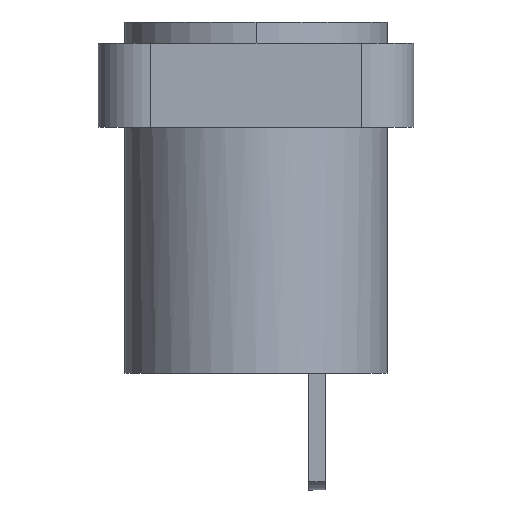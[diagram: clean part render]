
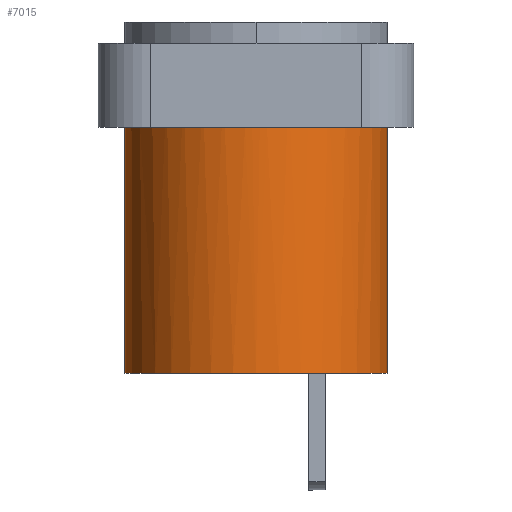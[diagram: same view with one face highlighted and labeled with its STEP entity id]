
A CAD part, left-side view. The second image highlights one B-rep face of the part: STEP entity #7015.
In plain terms, the highlighted cylindrical face has radius 6.25 mm (diameter 12.5 mm), a partial arc.
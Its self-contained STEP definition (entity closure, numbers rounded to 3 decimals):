
#2873 = CARTESIAN_POINT ( 'NONE',  ( -16.967, -1.594, 3.35 ) ) ;
#2877 = DIRECTION ( 'NONE',  ( 0., 0., 1. ) ) ;
#2878 = VECTOR ( 'NONE', #2877, 1000. ) ;
#2894 = CARTESIAN_POINT ( 'NONE',  ( -10.739, -7.319, 3.35 ) ) ;
#2895 = CARTESIAN_POINT ( 'NONE',  ( -10.739, -7.319, -8.35 ) ) ;
#2928 = CARTESIAN_POINT ( 'NONE',  ( -10.739, 5.181, 3.35 ) ) ;
#2958 = LINE ( 'NONE', #2895, #2878 ) ;
#2959 = CARTESIAN_POINT ( 'NONE',  ( -10.739, -7.319, -8.35 ) ) ;
#3080 = DIRECTION ( 'NONE',  ( 0., 0., -1. ) ) ;
#3085 = CARTESIAN_POINT ( 'NONE',  ( -16.967, -1.594, 5.35 ) ) ;
#3103 = DIRECTION ( 'NONE',  ( 0., 0., 1. ) ) ;
#3104 = VECTOR ( 'NONE', #3103, 1000. ) ;
#3134 = CARTESIAN_POINT ( 'NONE',  ( -10.739, 5.181, -8.35 ) ) ;
#3135 = LINE ( 'NONE', #3134, #3104 ) ;
#3156 = VECTOR ( 'NONE', #3080, 1000. ) ;
#3164 = LINE ( 'NONE', #3085, #3156 ) ;
#3176 = CARTESIAN_POINT ( 'NONE',  ( -13.69, -6.578, 5.35 ) ) ;
#3177 = LINE ( 'NONE', #3176, #3256 ) ;
#3256 = VECTOR ( 'NONE', #3258, 1000. ) ;
#3258 = DIRECTION ( 'NONE',  ( 0., 0., -1. ) ) ;
#3298 = CIRCLE ( 'NONE', #3354, 6.25 ) ;
#3314 = CARTESIAN_POINT ( 'NONE',  ( -13.69, 4.441, 3.35 ) ) ;
#3326 = CARTESIAN_POINT ( 'NONE',  ( -13.69, -6.578, 5.35 ) ) ;
#3328 = DIRECTION ( 'NONE',  ( 0., 0., -1. ) ) ;
#3329 = VECTOR ( 'NONE', #3328, 1000. ) ;
#3330 = CARTESIAN_POINT ( 'NONE',  ( -13.69, 4.441, 5.35 ) ) ;
#3331 = LINE ( 'NONE', #3330, #3329 ) ;
#3336 = CARTESIAN_POINT ( 'NONE',  ( -16.967, -0.544, 5.35 ) ) ;
#3351 = DIRECTION ( 'NONE',  ( 1., 0., 0. ) ) ;
#3352 = DIRECTION ( 'NONE',  ( 0., 0., 1. ) ) ;
#3353 = CARTESIAN_POINT ( 'NONE',  ( -10.739, -1.069, 5.35 ) ) ;
#3354 = AXIS2_PLACEMENT_3D ( 'NONE', #3353, #3352, #3351 ) ;
#3359 = CARTESIAN_POINT ( 'NONE',  ( -16.967, -1.594, 5.35 ) ) ;
#3426 = CARTESIAN_POINT ( 'NONE',  ( -13.69, 4.441, 5.35 ) ) ;
#3465 = CYLINDRICAL_SURFACE ( 'NONE', #3541, 6.25 ) ;
#3491 = FACE_OUTER_BOUND ( 'NONE', #7035, .T. ) ;
#3500 = CARTESIAN_POINT ( 'NONE',  ( -10.739, -1.069, -8.35 ) ) ;
#3533 = DIRECTION ( 'NONE',  ( 0., 0., 1. ) ) ;
#3537 = DIRECTION ( 'NONE',  ( 1., 0., 0. ) ) ;
#3541 = AXIS2_PLACEMENT_3D ( 'NONE', #3500, #3533, #3537 ) ;
#3558 = CARTESIAN_POINT ( 'NONE',  ( -10.739, -1.069, 3.35 ) ) ;
#3560 = CARTESIAN_POINT ( 'NONE',  ( -10.739, -1.069, 5.35 ) ) ;
#3561 = CIRCLE ( 'NONE', #3576, 6.25 ) ;
#3568 = AXIS2_PLACEMENT_3D ( 'NONE', #3560, #3572, #3571 ) ;
#3571 = DIRECTION ( 'NONE',  ( 1., 0., 0. ) ) ;
#3572 = DIRECTION ( 'NONE',  ( 0., 0., 1. ) ) ;
#3573 = DIRECTION ( 'NONE',  ( 0., 0., -1. ) ) ;
#3574 = CARTESIAN_POINT ( 'NONE',  ( -16.967, -0.544, 5.35 ) ) ;
#3576 = AXIS2_PLACEMENT_3D ( 'NONE', #3582, #3601, #3600 ) ;
#3581 = LINE ( 'NONE', #3574, #3584 ) ;
#3582 = CARTESIAN_POINT ( 'NONE',  ( -10.739, -1.069, 3.35 ) ) ;
#3583 = DIRECTION ( 'NONE',  ( -1., 0., 0. ) ) ;
#3584 = VECTOR ( 'NONE', #3573, 1000. ) ;
#3591 = CARTESIAN_POINT ( 'NONE',  ( -13.69, -6.578, 3.35 ) ) ;
#3593 = DIRECTION ( 'NONE',  ( -1., 0., 0. ) ) ;
#3594 = DIRECTION ( 'NONE',  ( 0., 0., -1. ) ) ;
#3595 = AXIS2_PLACEMENT_3D ( 'NONE', #3558, #3594, #3593 ) ;
#3596 = CIRCLE ( 'NONE', #3595, 6.25 ) ;
#3600 = DIRECTION ( 'NONE',  ( -1., 0., 0. ) ) ;
#3601 = DIRECTION ( 'NONE',  ( 0., 0., -1. ) ) ;
#3626 = CIRCLE ( 'NONE', #3632, 6.25 ) ;
#3627 = CIRCLE ( 'NONE', #3568, 6.25 ) ;
#3631 = CARTESIAN_POINT ( 'NONE',  ( -10.739, -1.069, 3.35 ) ) ;
#3632 = AXIS2_PLACEMENT_3D ( 'NONE', #3631, #3633, #3583 ) ;
#3633 = DIRECTION ( 'NONE',  ( 0., 0., -1. ) ) ;
#3717 = CARTESIAN_POINT ( 'NONE',  ( -10.739, 5.181, -8.35 ) ) ;
#3761 = CARTESIAN_POINT ( 'NONE',  ( -16.967, -0.544, 3.35 ) ) ;
#3951 = DIRECTION ( 'NONE',  ( -1., 0., 0. ) ) ;
#3952 = DIRECTION ( 'NONE',  ( 0., 0., -1. ) ) ;
#3953 = CARTESIAN_POINT ( 'NONE',  ( -10.739, -1.069, -8.35 ) ) ;
#3954 = AXIS2_PLACEMENT_3D ( 'NONE', #3953, #3952, #3951 ) ;
#3955 = CIRCLE ( 'NONE', #3954, 6.25 ) ;
#6750 = ORIENTED_EDGE ( 'NONE', *, *, #6897, .F. ) ;
#6802 = VERTEX_POINT ( 'NONE', #2873 ) ;
#6821 = VERTEX_POINT ( 'NONE', #2894 ) ;
#6823 = EDGE_CURVE ( 'NONE', #6825, #6821, #2958, .T. ) ;
#6825 = VERTEX_POINT ( 'NONE', #2959 ) ;
#6835 = VERTEX_POINT ( 'NONE', #2928 ) ;
#6886 = EDGE_CURVE ( 'NONE', #6962, #6802, #3164, .T. ) ;
#6897 = EDGE_CURVE ( 'NONE', #7076, #6835, #3135, .T. ) ;
#6944 = VERTEX_POINT ( 'NONE', #3336 ) ;
#6948 = ORIENTED_EDGE ( 'NONE', *, *, #7031, .T. ) ;
#6949 = EDGE_CURVE ( 'NONE', #6980, #6966, #3331, .T. ) ;
#6950 = ORIENTED_EDGE ( 'NONE', *, *, #6949, .T. ) ;
#6954 = VERTEX_POINT ( 'NONE', #3326 ) ;
#6956 = EDGE_CURVE ( 'NONE', #6962, #6954, #3298, .T. ) ;
#6962 = VERTEX_POINT ( 'NONE', #3359 ) ;
#6966 = VERTEX_POINT ( 'NONE', #3314 ) ;
#6967 = EDGE_CURVE ( 'NONE', #6954, #7046, #3177, .T. ) ;
#6976 = ORIENTED_EDGE ( 'NONE', *, *, #7047, .T. ) ;
#6980 = VERTEX_POINT ( 'NONE', #3426 ) ;
#7013 = ORIENTED_EDGE ( 'NONE', *, *, #6886, .T. ) ;
#7014 = ORIENTED_EDGE ( 'NONE', *, *, #6967, .F. ) ;
#7015 = ADVANCED_FACE ( 'NONE', ( #3491 ), #3465, .T. ) ;
#7030 = ORIENTED_EDGE ( 'NONE', *, *, #7043, .F. ) ;
#7031 = EDGE_CURVE ( 'NONE', #6966, #6835, #3596, .T. ) ;
#7035 = EDGE_LOOP ( 'NONE', ( #6976, #7014, #7041, #7013, #7049, #7040, #7030, #6950, #6948, #6750, #7037, #7141 ) ) ;
#7037 = ORIENTED_EDGE ( 'NONE', *, *, #7164, .F. ) ;
#7040 = ORIENTED_EDGE ( 'NONE', *, *, #7044, .F. ) ;
#7041 = ORIENTED_EDGE ( 'NONE', *, *, #6956, .F. ) ;
#7042 = EDGE_CURVE ( 'NONE', #6802, #7075, #3626, .T. ) ;
#7043 = EDGE_CURVE ( 'NONE', #6980, #6944, #3627, .T. ) ;
#7044 = EDGE_CURVE ( 'NONE', #6944, #7075, #3581, .T. ) ;
#7046 = VERTEX_POINT ( 'NONE', #3591 ) ;
#7047 = EDGE_CURVE ( 'NONE', #6821, #7046, #3561, .T. ) ;
#7049 = ORIENTED_EDGE ( 'NONE', *, *, #7042, .T. ) ;
#7075 = VERTEX_POINT ( 'NONE', #3761 ) ;
#7076 = VERTEX_POINT ( 'NONE', #3717 ) ;
#7141 = ORIENTED_EDGE ( 'NONE', *, *, #6823, .T. ) ;
#7164 = EDGE_CURVE ( 'NONE', #6825, #7076, #3955, .T. ) ;
